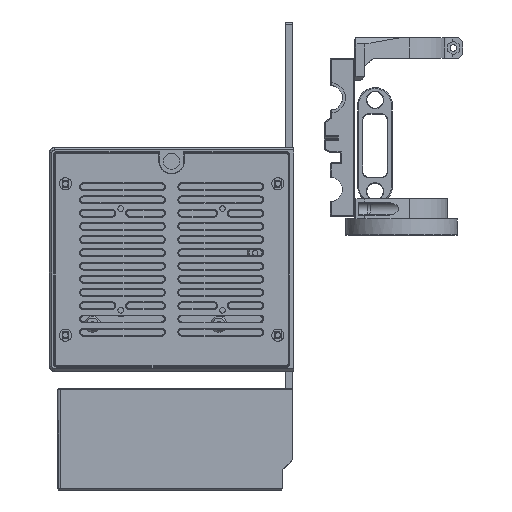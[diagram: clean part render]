
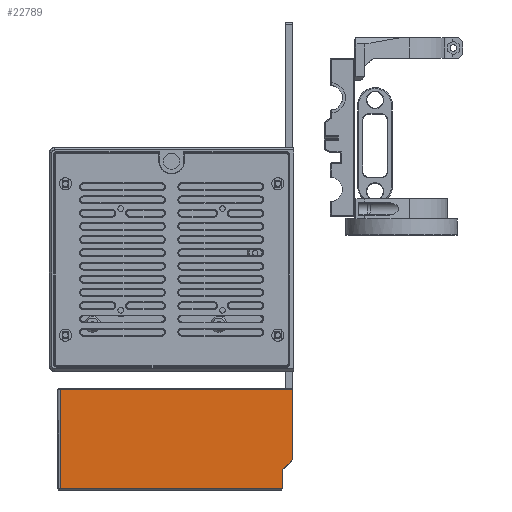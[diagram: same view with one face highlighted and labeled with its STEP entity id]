
A CAD part, left-side view. The second image highlights one B-rep face of the part: STEP entity #22789.
In plain terms, the highlighted planar face has unit normal (-1, 0, 0).
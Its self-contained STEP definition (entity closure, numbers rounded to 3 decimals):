
#1163=PLANE('',#24165);
#2076=FACE_OUTER_BOUND('',#3419,.T.);
#3419=EDGE_LOOP('',(#15754,#15755,#15756,#15757,#15758,#15759));
#4944=LINE('',#33162,#7537);
#4945=LINE('',#33165,#7538);
#4949=LINE('',#33173,#7542);
#4950=LINE('',#33175,#7543);
#4951=LINE('',#33177,#7544);
#4952=LINE('',#33178,#7545);
#7537=VECTOR('',#26332,10.);
#7538=VECTOR('',#26335,10.);
#7542=VECTOR('',#26341,10.);
#7543=VECTOR('',#26342,10.);
#7544=VECTOR('',#26343,10.);
#7545=VECTOR('',#26344,10.);
#10200=VERTEX_POINT('',#33152);
#10202=VERTEX_POINT('',#33158);
#10204=VERTEX_POINT('',#33164);
#10207=VERTEX_POINT('',#33172);
#10208=VERTEX_POINT('',#33174);
#10209=VERTEX_POINT('',#33176);
#12314=EDGE_CURVE('',#10200,#10202,#4944,.T.);
#12315=EDGE_CURVE('',#10202,#10204,#4945,.F.);
#12319=EDGE_CURVE('',#10207,#10200,#4949,.T.);
#12320=EDGE_CURVE('',#10208,#10207,#4950,.T.);
#12321=EDGE_CURVE('',#10208,#10209,#4951,.T.);
#12322=EDGE_CURVE('',#10204,#10209,#4952,.T.);
#15754=ORIENTED_EDGE('',*,*,#12314,.F.);
#15755=ORIENTED_EDGE('',*,*,#12319,.F.);
#15756=ORIENTED_EDGE('',*,*,#12320,.F.);
#15757=ORIENTED_EDGE('',*,*,#12321,.T.);
#15758=ORIENTED_EDGE('',*,*,#12322,.F.);
#15759=ORIENTED_EDGE('',*,*,#12315,.F.);
#22789=ADVANCED_FACE('',(#2076),#1163,.F.);
#24165=AXIS2_PLACEMENT_3D('',#33171,#26339,#26340);
#26332=DIRECTION('',(0.,-1.,0.));
#26335=DIRECTION('',(0.,0.,1.));
#26339=DIRECTION('center_axis',(1.,0.,0.));
#26340=DIRECTION('ref_axis',(0.,1.,0.));
#26341=DIRECTION('',(0.,0.,1.));
#26342=DIRECTION('',(0.,1.,0.));
#26343=DIRECTION('',(0.,0.,1.));
#26344=DIRECTION('',(0.,0.707,-0.707));
#33152=CARTESIAN_POINT('',(436.415,114.75,-664.666));
#33158=CARTESIAN_POINT('',(436.415,0.4,-664.666));
#33162=CARTESIAN_POINT('',(436.415,87.15,-664.666));
#33164=CARTESIAN_POINT('',(436.415,0.4,-699.366));
#33165=CARTESIAN_POINT('',(436.415,0.4,-541.466));
#33171=CARTESIAN_POINT('Origin',(436.415,58.1,-598.716));
#33172=CARTESIAN_POINT('',(436.415,114.75,-713.616));
#33173=CARTESIAN_POINT('',(436.415,114.75,-655.966));
#33174=CARTESIAN_POINT('',(436.415,5.25,-713.616));
#33175=CARTESIAN_POINT('',(436.415,58.1,-713.616));
#33176=CARTESIAN_POINT('',(436.415,5.25,-704.216));
#33177=CARTESIAN_POINT('',(436.415,5.25,-714.216));
#33178=CARTESIAN_POINT('',(436.415,-9.225,-689.741));
